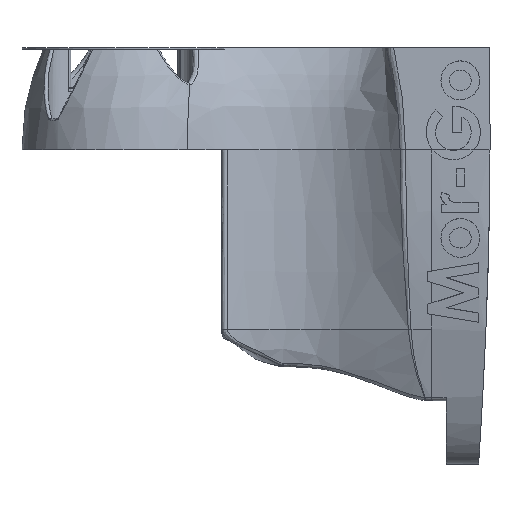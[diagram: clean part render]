
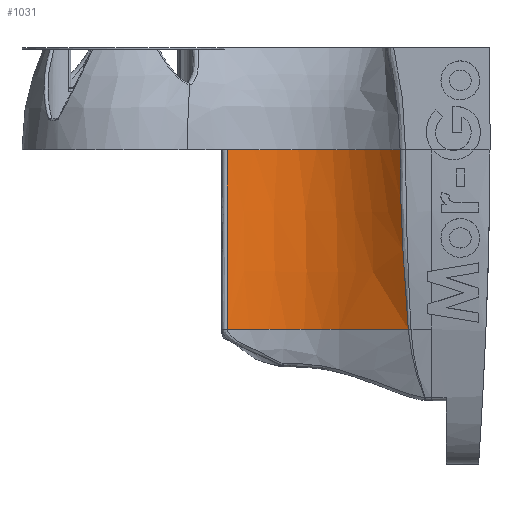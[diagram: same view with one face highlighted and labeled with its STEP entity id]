
A CAD part, left-side view. The second image highlights one B-rep face of the part: STEP entity #1031.
In plain terms, the highlighted free-form (B-spline) face has degree [3, 3] with [12, 4] control points.
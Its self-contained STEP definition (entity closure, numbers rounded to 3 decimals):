
#458 = CARTESIAN_POINT ( 'NONE',  ( -12.186, -37.704, 0. ) ) ;
#577 = ORIENTED_EDGE ( 'NONE', *, *, #9563, .F. ) ;
#608 = CARTESIAN_POINT ( 'NONE',  ( -12.14, -37.734, -4.112 ) ) ;
#825 = CARTESIAN_POINT ( 'NONE',  ( -9.985, -38.825, -24.5 ) ) ;
#975 = B_SPLINE_CURVE_WITH_KNOTS ( 'NONE', 3,
 ( #825, #2453, #7403, #9172, #14178, #12645, #17649, #608, #3982, #5646 ),
 .UNSPECIFIED., .F., .F.,
 ( 4, 2, 2, 2, 4 ),
 ( 0., 0.006, 0.012, 0.019, 0.025 ),
 .UNSPECIFIED. ) ;
#1031 = ADVANCED_FACE ( 'NONE', ( #17004 ), #13370, .F. ) ;
#1190 = CARTESIAN_POINT ( 'NONE',  ( -5.101, -24.926, -16.927 ) ) ;
#1317 = ORIENTED_EDGE ( 'NONE', *, *, #17771, .F. ) ;
#2443 = CARTESIAN_POINT ( 'NONE',  ( -8.388, -12.435, -24.5 ) ) ;
#2453 = CARTESIAN_POINT ( 'NONE',  ( -10.376, -38.66, -22.489 ) ) ;
#2668 = CARTESIAN_POINT ( 'NONE',  ( -5.817, -27.786, -16.965 ) ) ;
#2745 = CARTESIAN_POINT ( 'NONE',  ( -4.894, -25.167, -24.5 ) ) ;
#2821 = CARTESIAN_POINT ( 'NONE',  ( -7.181, -31.843, -24.5 ) ) ;
#2893 = CARTESIAN_POINT ( 'NONE',  ( -10.06, -36.32, -17.095 ) ) ;
#2912 = ORIENTED_EDGE ( 'NONE', *, *, #18471, .T. ) ;
#2962 = CARTESIAN_POINT ( 'NONE',  ( -6.272, -16.352, -24.5 ) ) ;
#3199 = LINE ( 'NONE', #5917, #14213 ) ;
#3373 = CARTESIAN_POINT ( 'NONE',  ( -7.584, -14.028, -20.418 ) ) ;
#3435 = CARTESIAN_POINT ( 'NONE',  ( -3.28, -22.129, -24.5 ) ) ;
#3713 = CARTESIAN_POINT ( 'NONE',  ( -7.491, -14.036, -24.5 ) ) ;
#3730 = ORIENTED_EDGE ( 'NONE', *, *, #5692, .T. ) ;
#3982 = CARTESIAN_POINT ( 'NONE',  ( -12.186, -37.704, -2.056 ) ) ;
#4341 = CARTESIAN_POINT ( 'NONE',  ( -11.792, -37.346, 0. ) ) ;
#4417 = CARTESIAN_POINT ( 'NONE',  ( -5.648, -28.026, -24.5 ) ) ;
#4484 = CARTESIAN_POINT ( 'NONE',  ( -9.741, -38.218, -24.5 ) ) ;
#4615 = DIRECTION ( 'NONE',  ( 0.373, 0.928, 0. ) ) ;
#4631 = CARTESIAN_POINT ( 'NONE',  ( -8.622, -33.8, 0. ) ) ;
#4895 = CARTESIAN_POINT ( 'NONE',  ( -7.491, -14.036, 0. ) ) ;
#5509 = B_SPLINE_CURVE_WITH_KNOTS ( 'NONE', 3,
 ( #4895, #20181, #11653, #13555, #3373, #10085 ),
 .UNSPECIFIED., .F., .F.,
 ( 4, 2, 4 ),
 ( 0., 0.012, 0.025 ),
 .UNSPECIFIED. ) ;
#5646 = CARTESIAN_POINT ( 'NONE',  ( -12.186, -37.704, 0. ) ) ;
#5692 = EDGE_CURVE ( 'NONE', #15738, #19945, #975, .T. ) ;
#5917 = CARTESIAN_POINT ( 'NONE',  ( -6.188, -29.371, -24.5 ) ) ;
#6004 = CARTESIAN_POINT ( 'NONE',  ( -11.579, -38.498, -17.148 ) ) ;
#6152 = CARTESIAN_POINT ( 'NONE',  ( -5.506, -27.546, 0. ) ) ;
#6224 = CARTESIAN_POINT ( 'NONE',  ( -7.628, -13.7, -24.5 ) ) ;
#6288 = CARTESIAN_POINT ( 'NONE',  ( -12.5, -37.997, -8.503 ) ) ;
#7403 = CARTESIAN_POINT ( 'NONE',  ( -10.702, -38.507, -20.463 ) ) ;
#7466 = CARTESIAN_POINT ( 'NONE',  ( -8.388, -12.435, 0. ) ) ;
#7524 = B_SPLINE_CURVE_WITH_KNOTS ( 'NONE', 2,
 ( #19040, #10583, #458 ),
 .UNSPECIFIED., .F., .F.,
 ( 3, 3 ),
 ( 0.499, 0.501 ),
 .UNSPECIFIED. ) ;
#7697 = CARTESIAN_POINT ( 'NONE',  ( -4.856, -24.685, -8.385 ) ) ;
#7773 = CARTESIAN_POINT ( 'NONE',  ( -7.101, -31.443, 0. ) ) ;
#7911 = CARTESIAN_POINT ( 'NONE',  ( -6.521, -30.201, -24.5 ) ) ;
#7982 = CARTESIAN_POINT ( 'NONE',  ( -6.334, -16.23, -8.341 ) ) ;
#8249 = CARTESIAN_POINT ( 'NONE',  ( -6.188, -29.371, -24.5 ) ) ;
#8510 = EDGE_LOOP ( 'NONE', ( #1317, #3730, #20507, #2912, #577 ) ) ;
#9172 = CARTESIAN_POINT ( 'NONE',  ( -11.25, -38.235, -16.398 ) ) ;
#9393 = CARTESIAN_POINT ( 'NONE',  ( -4.856, -24.685, 0. ) ) ;
#9466 = CARTESIAN_POINT ( 'NONE',  ( -12.5, -37.997, 0. ) ) ;
#9563 = EDGE_CURVE ( 'NONE', #16515, #20711, #13742, .T. ) ;
#9677 = CARTESIAN_POINT ( 'NONE',  ( -7.402, -31.643, -17.019 ) ) ;
#10085 = CARTESIAN_POINT ( 'NONE',  ( -7.491, -14.036, -24.5 ) ) ;
#10359 = CARTESIAN_POINT ( 'NONE',  ( -7.491, -14.036, -24.5 ) ) ;
#10583 = CARTESIAN_POINT ( 'NONE',  ( -0.77, -26.953, 0. ) ) ;
#11093 = CARTESIAN_POINT ( 'NONE',  ( -7.101, -31.443, -8.418 ) ) ;
#11168 = CARTESIAN_POINT ( 'NONE',  ( -10.055, -39., -24.5 ) ) ;
#11242 = CARTESIAN_POINT ( 'NONE',  ( -5.09, -20.351, 0. ) ) ;
#11381 = CARTESIAN_POINT ( 'NONE',  ( -11.792, -37.346, -8.487 ) ) ;
#11653 = CARTESIAN_POINT ( 'NONE',  ( -7.533, -14.033, -8.167 ) ) ;
#12645 = CARTESIAN_POINT ( 'NONE',  ( -11.828, -37.92, -10.267 ) ) ;
#12652 = CARTESIAN_POINT ( 'NONE',  ( -9.985, -38.825, -24.5 ) ) ;
#12792 = CARTESIAN_POINT ( 'NONE',  ( -7.646, -13.672, -8.327 ) ) ;
#12931 = CARTESIAN_POINT ( 'NONE',  ( -10.434, -35.993, -8.454 ) ) ;
#13133 = CARTESIAN_POINT ( 'NONE',  ( -7.491, -14.036, 0. ) ) ;
#13370 = B_SPLINE_SURFACE_WITH_KNOTS ( 'NONE', 3, 3, ( 
 ( #7466, #19192, #20873, #2443 ),
 ( #14171, #12792, #18014, #6224 ),
 ( #14393, #7982, #14626, #2962 ),
 ( #11242, #19491, #16236, #16162 ),
 ( #9393, #7697, #1190, #2745 ),
 ( #6152, #19713, #2668, #4417 ),
 ( #17876, #21323, #19776, #7911 ),
 ( #7773, #11093, #9677, #2821 ),
 ( #4631, #21167, #14471, #21466 ),
 ( #14548, #12931, #2893, #19569 ),
 ( #4341, #11381, #19644, #4484 ),
 ( #9466, #6288, #6004, #11168 ) ),
 .UNSPECIFIED., .F., .F., .F.,
 ( 4, 1, 1, 1, 2, 1, 1, 1, 4 ),
 ( 4, 4 ),
 ( 0.503, 0.571, 0.64, 0.708, 0.777, 0.819, 0.861, 0.903, 0.945 ),
 ( 0., 1. ),
 .UNSPECIFIED. ) ;
#13555 = CARTESIAN_POINT ( 'NONE',  ( -7.578, -14.029, -16.334 ) ) ;
#13742 = B_SPLINE_CURVE_WITH_KNOTS ( 'NONE', 2,
 ( #16561, #3435, #10359 ),
 .UNSPECIFIED., .F., .F.,
 ( 3, 3 ),
 ( 0.5, 0.501 ),
 .UNSPECIFIED. ) ;
#14171 = CARTESIAN_POINT ( 'NONE',  ( -7.646, -13.672, 0. ) ) ;
#14178 = CARTESIAN_POINT ( 'NONE',  ( -11.473, -38.117, -14.358 ) ) ;
#14213 = VECTOR ( 'NONE', #4615, 1000. ) ;
#14393 = CARTESIAN_POINT ( 'NONE',  ( -6.334, -16.23, 0. ) ) ;
#14471 = CARTESIAN_POINT ( 'NONE',  ( -8.662, -34.031, -17.055 ) ) ;
#14548 = CARTESIAN_POINT ( 'NONE',  ( -10.434, -35.993, 0. ) ) ;
#14626 = CARTESIAN_POINT ( 'NONE',  ( -6.485, -16.291, -16.811 ) ) ;
#15738 = VERTEX_POINT ( 'NONE', #12652 ) ;
#16162 = CARTESIAN_POINT ( 'NONE',  ( -5.017, -20.674, -24.5 ) ) ;
#16236 = CARTESIAN_POINT ( 'NONE',  ( -5.258, -20.512, -16.869 ) ) ;
#16515 = VERTEX_POINT ( 'NONE', #8249 ) ;
#16561 = CARTESIAN_POINT ( 'NONE',  ( -6.188, -29.371, -24.5 ) ) ;
#17004 = FACE_OUTER_BOUND ( 'NONE', #8510, .T. ) ;
#17649 = CARTESIAN_POINT ( 'NONE',  ( -11.961, -37.842, -8.217 ) ) ;
#17771 = EDGE_CURVE ( 'NONE', #15738, #16515, #3199, .T. ) ;
#17876 = CARTESIAN_POINT ( 'NONE',  ( -6.331, -29.775, 0. ) ) ;
#18014 = CARTESIAN_POINT ( 'NONE',  ( -7.805, -13.686, -16.773 ) ) ;
#18471 = EDGE_CURVE ( 'NONE', #20026, #20711, #5509, .T. ) ;
#18958 = EDGE_CURVE ( 'NONE', #20026, #19945, #7524, .T. ) ;
#19040 = CARTESIAN_POINT ( 'NONE',  ( -7.491, -14.036, 0. ) ) ;
#19192 = CARTESIAN_POINT ( 'NONE',  ( -8.388, -12.435, -8.32 ) ) ;
#19491 = CARTESIAN_POINT ( 'NONE',  ( -5.09, -20.351, -8.363 ) ) ;
#19569 = CARTESIAN_POINT ( 'NONE',  ( -9.11, -36.647, -24.5 ) ) ;
#19644 = CARTESIAN_POINT ( 'NONE',  ( -11.063, -37.782, -17.13 ) ) ;
#19713 = CARTESIAN_POINT ( 'NONE',  ( -5.506, -27.546, -8.399 ) ) ;
#19776 = CARTESIAN_POINT ( 'NONE',  ( -6.678, -29.988, -16.996 ) ) ;
#19945 = VERTEX_POINT ( 'NONE', #21240 ) ;
#20026 = VERTEX_POINT ( 'NONE', #13133 ) ;
#20181 = CARTESIAN_POINT ( 'NONE',  ( -7.491, -14.036, -4.083 ) ) ;
#20507 = ORIENTED_EDGE ( 'NONE', *, *, #18958, .F. ) ;
#20711 = VERTEX_POINT ( 'NONE', #3713 ) ;
#20873 = CARTESIAN_POINT ( 'NONE',  ( -8.549, -12.435, -16.754 ) ) ;
#21167 = CARTESIAN_POINT ( 'NONE',  ( -8.622, -33.8, -8.432 ) ) ;
#21240 = CARTESIAN_POINT ( 'NONE',  ( -12.186, -37.704, 0. ) ) ;
#21323 = CARTESIAN_POINT ( 'NONE',  ( -6.331, -29.775, -8.41 ) ) ;
#21466 = CARTESIAN_POINT ( 'NONE',  ( -8.152, -34.262, -24.5 ) ) ;
